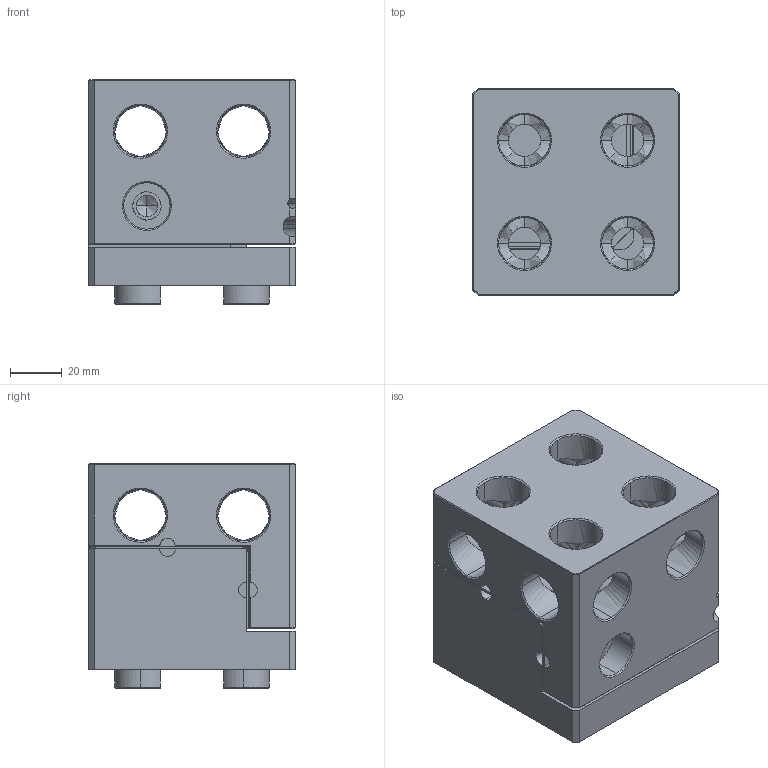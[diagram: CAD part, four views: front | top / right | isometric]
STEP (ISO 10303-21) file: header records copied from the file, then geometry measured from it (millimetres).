
FILE_DESCRIPTION(('CATIA V5 STEP'),'2;1');
FILE_NAME('KT_3D_ABSTIMMBLOCK_80X80X80_PALETTI_SM1109N.stp','2011-03-15T12:19:22+00:00',('none'),('none'),'CATIA Version 5 Release 19 SP 3 (IN-10)','CATIA V5 STEP AP214','none');
FILE_SCHEMA(('AUTOMOTIVE_DESIGN { 1 0 10303 214 1 1 1 1 }'));
Length unit declared in the file: millimetre
Products named in the file (1): KT_3D_ABSTIMMBLOCK_80_80_80_PALETTI_SM1109N
Bounding box: 80 x 80 x 87.2 mm (x, y, z)
Volume: 400920 mm3; surface area: 90877.6 mm2
Topology: 6 solids, 6 shells, 361 faces, 1021 edges, 630 vertices
Faces by surface type: bspline 166, plane 110, cone 48, cylinder 37
Entity records: 13493 total; most frequent: CARTESIAN_POINT 6263, ORIENTED_EDGE 1974, EDGE_CURVE 987, DIRECTION 823, VERTEX_POINT 630, EDGE_LOOP 395, ADVANCED_FACE 361, FACE_OUTER_BOUND 361
